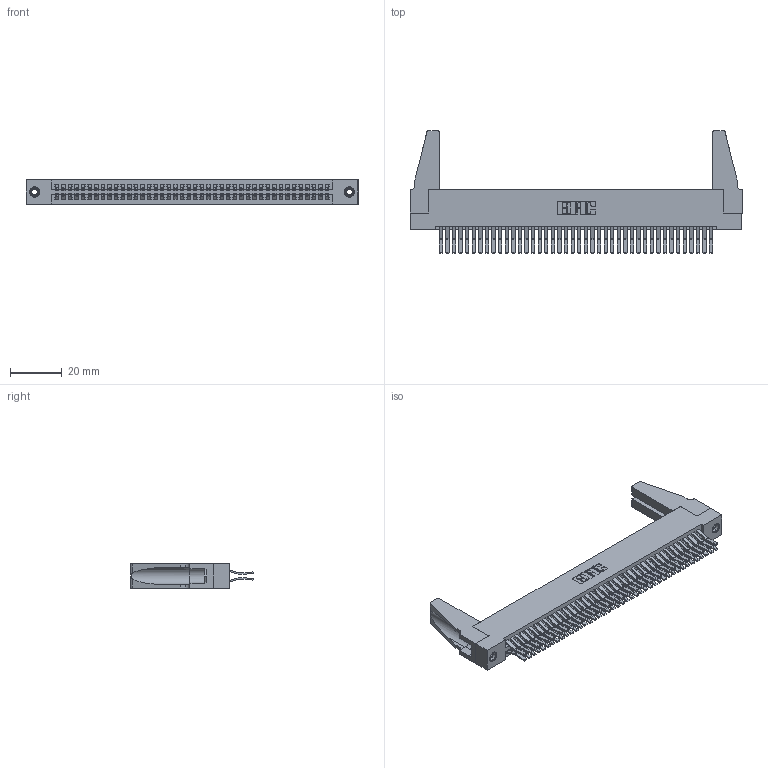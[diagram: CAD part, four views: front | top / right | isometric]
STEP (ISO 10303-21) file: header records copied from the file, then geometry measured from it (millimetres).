
FILE_DESCRIPTION (( 'STEP AP203' ), '1' );
FILE_NAME ('345-084-560-288.STEP', '2019-11-01T06:01:26', ( '' ), ( '' ), 'SwSTEP 2.0', 'SolidWorks 2016', '' );
FILE_SCHEMA (( 'CONFIG_CONTROL_DESIGN' ));
Length unit declared in the file: inch
Products named in the file (5): 345-250-001_345-250-001-102; 345-084-560-288; 345-292-001_560 Tail; 345-220-078_345-220-088; 345 Part_Flush Mounting Lugs - 0.156 Dia-TH
Assembly tree (89 placements, depth 2):
  345-084-560-288
    345 Part_Flush Mounting Lugs - 0.156 Dia-TH
    345-292-001_560 Tail  x84
    345-250-001_345-250-001-102  x2
    345-220-078_345-220-088  x2
Bounding box: 127.91 x 47.31 x 9.4 mm (x, y, z)
Volume: 16228.8 mm3; surface area: 23719.4 mm2
Topology: 89 solids, 89 shells, 4618 faces, 13675 edges, 8994 vertices
Faces by surface type: plane 2924, cylinder 1678, cone 12, torus 4
Entity records: 35190 total; most frequent: CARTESIAN_POINT 5894, ORIENTED_EDGE 5788, DIRECTION 5206, EDGE_CURVE 2894, LINE 2548, VECTOR 2548, VERTEX_POINT 1922, AXIS2_PLACEMENT_3D 1329
